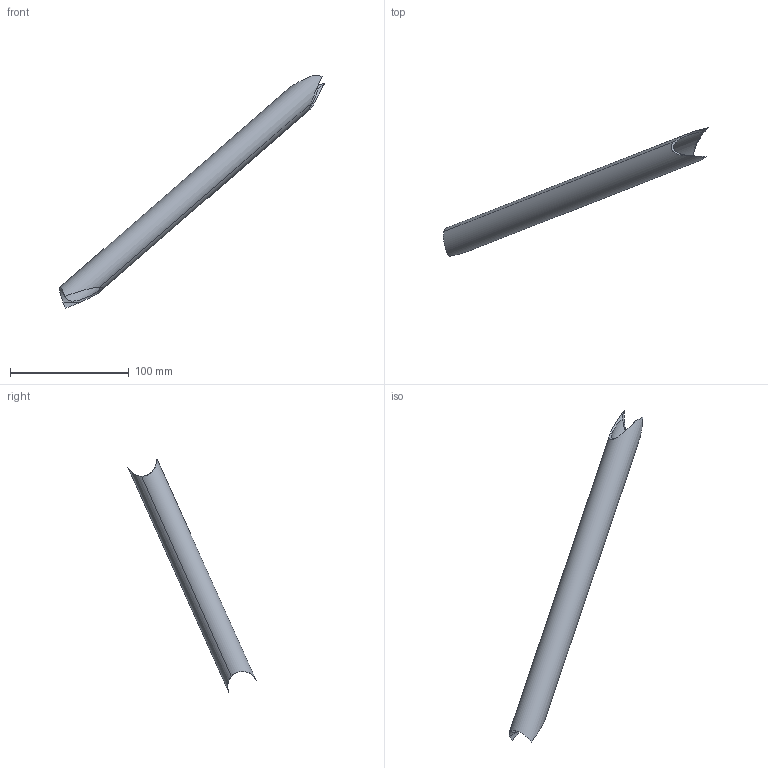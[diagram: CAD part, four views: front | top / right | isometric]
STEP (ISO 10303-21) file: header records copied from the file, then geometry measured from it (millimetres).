
FILE_DESCRIPTION(('STEP AP214'),'1');
FILE_NAME('17.stp','2018-02-08T14:55:07',(' '),(' '),'Spatial InterOp 3D',' ',' ');
FILE_SCHEMA(('automotive_design'));
Length unit declared in the file: metre
Products named in the file (1): Corps1
Bounding box: 222.95 x 107.76 x 195.61 mm (x, y, z)
Volume: 29680.5 mm3; surface area: 40146.2 mm2
Topology: 1 solids, 1 shells, 11 faces, 36 edges, 26 vertices
Faces by surface type: cylinder 11
Entity records: 821 total; most frequent: CARTESIAN_POINT 396, ORIENTED_EDGE 72, DIRECTION 59, EDGE_CURVE 36, AXIS2_PLACEMENT_3D 26, VERTEX_POINT 26, B_SPLINE_CURVE_WITH_KNOTS 15, STYLED_ITEM 12
